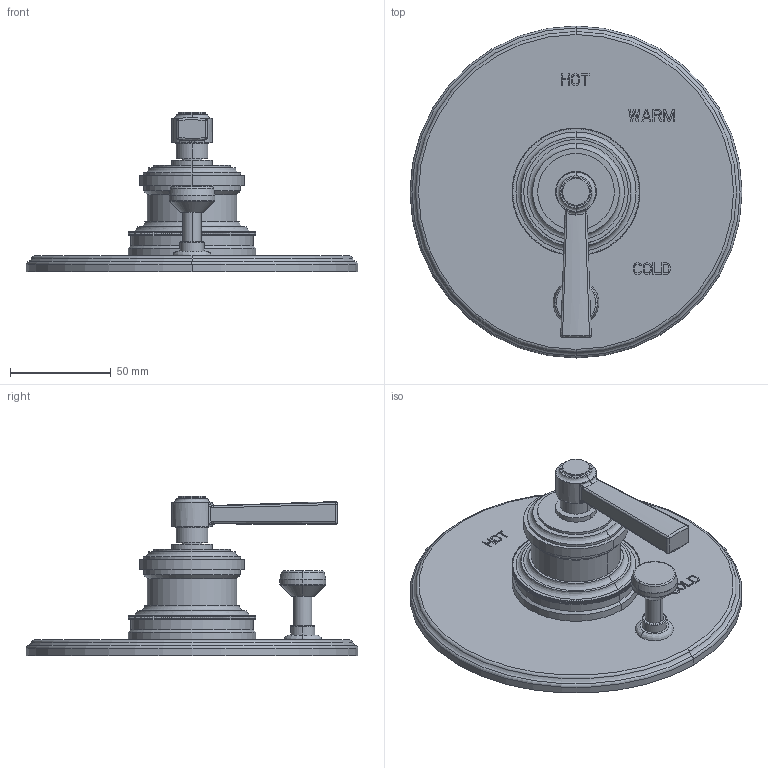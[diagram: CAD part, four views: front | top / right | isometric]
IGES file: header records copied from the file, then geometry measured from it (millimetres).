
Start section:  PTC IGES file: 5-1622bp.igs
Global section: file name: 5-1622bp.igs; native system: Creo Parametric by PTC Inc.; preprocessor: 2018400; author: jinson.thomas; organization: Unknown; date: 20210608.100730; units: inch
Bounding box: 165.1 x 165.1 x 79.53 mm (x, y, z)
Volume: 282164.3 mm3; surface area: 60565.4 mm2
Topology: 1 solids, 1 shells, 920 faces, 2593 edges, 1709 vertices
Faces by surface type: bspline 664, revolution 256
